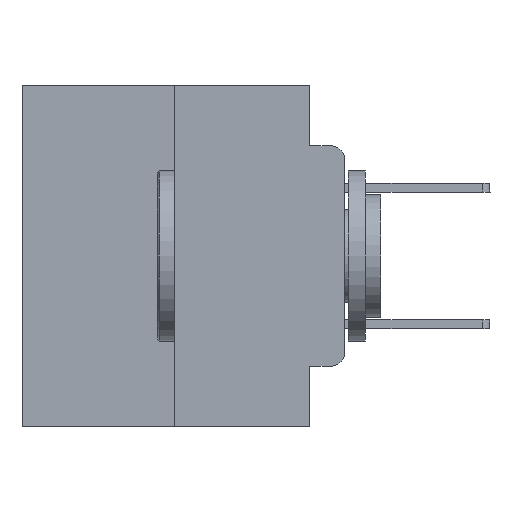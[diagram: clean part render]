
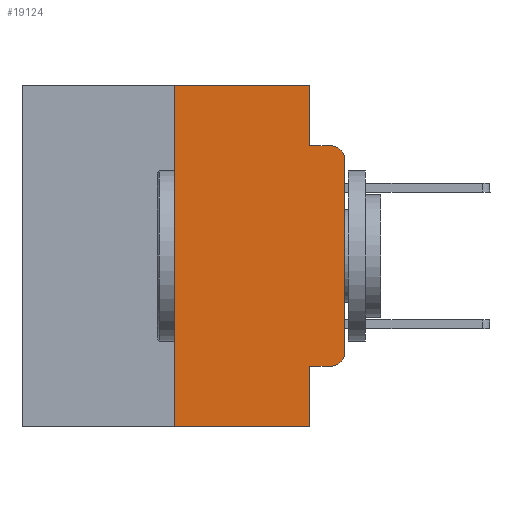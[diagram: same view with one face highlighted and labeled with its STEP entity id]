
A CAD part, left-side view. The second image highlights one B-rep face of the part: STEP entity #19124.
In plain terms, the highlighted planar face has unit normal (-1, 0, 0).
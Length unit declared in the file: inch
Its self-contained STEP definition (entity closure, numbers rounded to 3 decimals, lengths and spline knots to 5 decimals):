
#384 = CARTESIAN_POINT ( 'NONE',  ( 0., 0.051, -0.0885 ) ) ;
#564 = VERTEX_POINT ( 'NONE', #26521 ) ;
#762 = ORIENTED_EDGE ( 'NONE', *, *, #21859, .F. ) ;
#972 = DIRECTION ( 'NONE',  ( 0., 0., -1. ) ) ;
#1390 = VERTEX_POINT ( 'NONE', #15728 ) ;
#1539 = CARTESIAN_POINT ( 'NONE',  ( 0., 0.473, -0.5 ) ) ;
#1700 = DIRECTION ( 'NONE',  ( 0., 0., -1. ) ) ;
#1829 = VECTOR ( 'NONE', #22433, 39.37008 ) ;
#2206 = EDGE_CURVE ( 'NONE', #9023, #1390, #23097, .T. ) ;
#2544 = DIRECTION ( 'NONE',  ( 0., 0., -1. ) ) ;
#2563 = VERTEX_POINT ( 'NONE', #3489 ) ;
#3419 = VECTOR ( 'NONE', #2544, 39.37008 ) ;
#3489 = CARTESIAN_POINT ( 'NONE',  ( 0., 0., -0.1085 ) ) ;
#3813 = CARTESIAN_POINT ( 'NONE',  ( 0., 0.051, -0.0885 ) ) ;
#3829 = CARTESIAN_POINT ( 'NONE',  ( 0., 0.25, -0.5 ) ) ;
#4358 = EDGE_CURVE ( 'NONE', #23368, #4562, #7392, .T. ) ;
#4562 = VERTEX_POINT ( 'NONE', #23626 ) ;
#4919 = DIRECTION ( 'NONE',  ( 0., 0., -1. ) ) ;
#5642 = DIRECTION ( 'NONE',  ( 0., -1., 0. ) ) ;
#5901 = CARTESIAN_POINT ( 'NONE',  ( 0., 0.02, -0.3915 ) ) ;
#6084 = CARTESIAN_POINT ( 'NONE',  ( 0., 0.02, -0.4115 ) ) ;
#6096 = AXIS2_PLACEMENT_3D ( 'NONE', #5901, #12468, #1700 ) ;
#6284 = VERTEX_POINT ( 'NONE', #3829 ) ;
#6760 = AXIS2_PLACEMENT_3D ( 'NONE', #27020, #7811, #972 ) ;
#7392 = LINE ( 'NONE', #15902, #25503 ) ;
#7811 = DIRECTION ( 'NONE',  ( 1., 0., 0. ) ) ;
#8451 = ORIENTED_EDGE ( 'NONE', *, *, #20772, .F. ) ;
#8586 = EDGE_CURVE ( 'NONE', #6284, #12112, #16489, .T. ) ;
#9023 = VERTEX_POINT ( 'NONE', #6084 ) ;
#9383 = CARTESIAN_POINT ( 'NONE',  ( 0., 0.25, 0. ) ) ;
#10310 = DIRECTION ( 'NONE',  ( 0., -1., 0. ) ) ;
#10814 = VECTOR ( 'NONE', #19279, 39.37008 ) ;
#11415 = CARTESIAN_POINT ( 'NONE',  ( 0., 0.02, -0.0885 ) ) ;
#11636 = ORIENTED_EDGE ( 'NONE', *, *, #20015, .T. ) ;
#11852 = ORIENTED_EDGE ( 'NONE', *, *, #22632, .T. ) ;
#12112 = VERTEX_POINT ( 'NONE', #14914 ) ;
#12468 = DIRECTION ( 'NONE',  ( -1., 0., 0. ) ) ;
#12836 = CARTESIAN_POINT ( 'NONE',  ( 0., 0.051, 0. ) ) ;
#13139 = ORIENTED_EDGE ( 'NONE', *, *, #2206, .T. ) ;
#14224 = EDGE_CURVE ( 'NONE', #6284, #23368, #20294, .T. ) ;
#14230 = ORIENTED_EDGE ( 'NONE', *, *, #8586, .T. ) ;
#14400 = ORIENTED_EDGE ( 'NONE', *, *, #24894, .F. ) ;
#14914 = CARTESIAN_POINT ( 'NONE',  ( 0., 0.051, -0.5 ) ) ;
#15330 = EDGE_CURVE ( 'NONE', #2563, #20691, #21350, .T. ) ;
#15728 = CARTESIAN_POINT ( 'NONE',  ( 0., 0., -0.3915 ) ) ;
#15902 = CARTESIAN_POINT ( 'NONE',  ( 0., 0.473, 0. ) ) ;
#16268 = CARTESIAN_POINT ( 'NONE',  ( 0., 0.051, -0.4115 ) ) ;
#16358 = CARTESIAN_POINT ( 'NONE',  ( 0., 0., 0. ) ) ;
#16489 = LINE ( 'NONE', #1539, #20033 ) ;
#17154 = DIRECTION ( 'NONE',  ( 0., -1., 0. ) ) ;
#17447 = DIRECTION ( 'NONE',  ( 0., -1., 0. ) ) ;
#17925 = DIRECTION ( 'NONE',  ( 0., 0., 1. ) ) ;
#18157 = VECTOR ( 'NONE', #17925, 39.37008 ) ;
#18296 = FACE_OUTER_BOUND ( 'NONE', #26773, .T. ) ;
#18348 = ORIENTED_EDGE ( 'NONE', *, *, #4358, .F. ) ;
#19124 = ADVANCED_FACE ( 'NONE', ( #18296 ), #20131, .F. ) ;
#19202 = CARTESIAN_POINT ( 'NONE',  ( 0., 0.051, 0. ) ) ;
#19279 = DIRECTION ( 'NONE',  ( 0., 0., -1. ) ) ;
#19419 = ORIENTED_EDGE ( 'NONE', *, *, #14224, .F. ) ;
#19547 = LINE ( 'NONE', #384, #22421 ) ;
#19922 = CARTESIAN_POINT ( 'NONE',  ( 0., 0.25, 0. ) ) ;
#19971 = ORIENTED_EDGE ( 'NONE', *, *, #15330, .T. ) ;
#20001 = AXIS2_PLACEMENT_3D ( 'NONE', #24412, #20307, #4919 ) ;
#20015 = EDGE_CURVE ( 'NONE', #1390, #2563, #27053, .T. ) ;
#20033 = VECTOR ( 'NONE', #17154, 39.37008 ) ;
#20131 = PLANE ( 'NONE',  #6760 ) ;
#20294 = LINE ( 'NONE', #9383, #18157 ) ;
#20307 = DIRECTION ( 'NONE',  ( -1., 0., 0. ) ) ;
#20691 = VERTEX_POINT ( 'NONE', #11415 ) ;
#20772 = EDGE_CURVE ( 'NONE', #23488, #20691, #19547, .T. ) ;
#21350 = CIRCLE ( 'NONE', #20001, 0.02 ) ;
#21456 = LINE ( 'NONE', #19202, #3419 ) ;
#21859 = EDGE_CURVE ( 'NONE', #564, #12112, #23092, .T. ) ;
#22421 = VECTOR ( 'NONE', #17447, 39.37008 ) ;
#22433 = DIRECTION ( 'NONE',  ( 0., 0., 1. ) ) ;
#22632 = EDGE_CURVE ( 'NONE', #564, #9023, #26966, .T. ) ;
#23092 = LINE ( 'NONE', #12836, #10814 ) ;
#23097 = CIRCLE ( 'NONE', #6096, 0.02 ) ;
#23368 = VERTEX_POINT ( 'NONE', #19922 ) ;
#23420 = VECTOR ( 'NONE', #5642, 39.37008 ) ;
#23488 = VERTEX_POINT ( 'NONE', #3813 ) ;
#23626 = CARTESIAN_POINT ( 'NONE',  ( 0., 0.051, 0. ) ) ;
#24412 = CARTESIAN_POINT ( 'NONE',  ( 0., 0.02, -0.1085 ) ) ;
#24894 = EDGE_CURVE ( 'NONE', #4562, #23488, #21456, .T. ) ;
#25503 = VECTOR ( 'NONE', #10310, 39.37008 ) ;
#26521 = CARTESIAN_POINT ( 'NONE',  ( 0., 0.051, -0.4115 ) ) ;
#26773 = EDGE_LOOP ( 'NONE', ( #11636, #19971, #8451, #14400, #18348, #19419, #14230, #762, #11852, #13139 ) ) ;
#26966 = LINE ( 'NONE', #16268, #23420 ) ;
#27020 = CARTESIAN_POINT ( 'NONE',  ( 0., 0.473, 0. ) ) ;
#27053 = LINE ( 'NONE', #16358, #1829 ) ;
